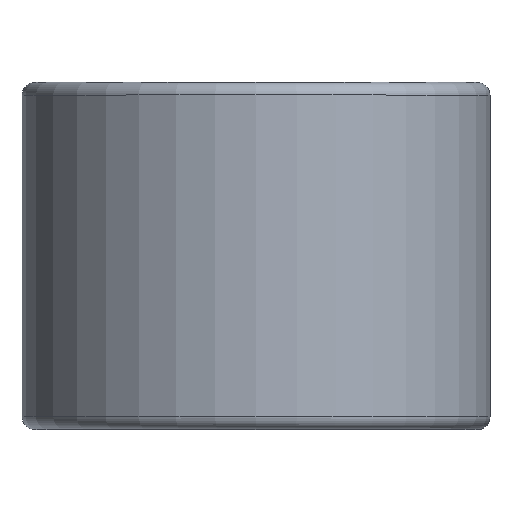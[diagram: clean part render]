
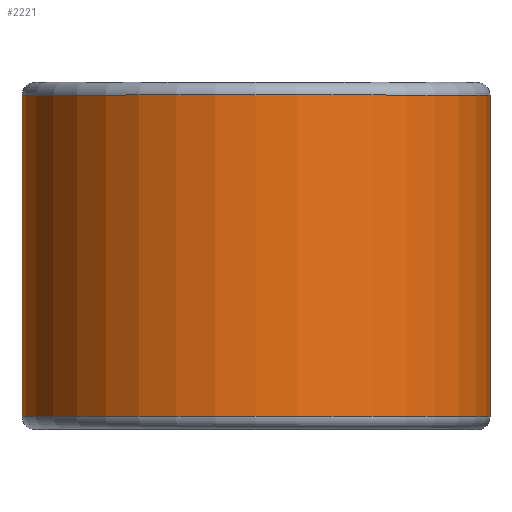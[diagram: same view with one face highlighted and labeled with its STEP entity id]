
A CAD part, top view. The second image highlights one B-rep face of the part: STEP entity #2221.
In plain terms, the highlighted cylindrical face has radius 13.919 mm (diameter 27.838 mm), a partial arc.
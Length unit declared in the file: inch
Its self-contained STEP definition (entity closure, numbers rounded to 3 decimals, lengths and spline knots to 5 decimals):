
#81 = DIRECTION ( 'NONE',  ( 0., 0., -1. ) ) ;
#346 = DIRECTION ( 'NONE',  ( 0., 1., 0. ) ) ;
#417 = VERTEX_POINT ( 'NONE', #628 ) ;
#460 = AXIS2_PLACEMENT_3D ( 'NONE', #491, #1778, #679 ) ;
#491 = CARTESIAN_POINT ( 'NONE',  ( 0., -0.37625, 0. ) ) ;
#628 = CARTESIAN_POINT ( 'NONE',  ( 0.548, -0.37625, 0. ) ) ;
#672 = CARTESIAN_POINT ( 'NONE',  ( 0., 0.37625, -0.548 ) ) ;
#679 = DIRECTION ( 'NONE',  ( 0., 0., -1. ) ) ;
#712 = VECTOR ( 'NONE', #1461, 39.37008 ) ;
#713 = LINE ( 'NONE', #1966, #712 ) ;
#728 = CARTESIAN_POINT ( 'NONE',  ( 0., -0.37625, -0.548 ) ) ;
#816 = CIRCLE ( 'NONE', #460, 0.548 ) ;
#1088 = CARTESIAN_POINT ( 'NONE',  ( 0.548, 0.37625, 0. ) ) ;
#1157 = CYLINDRICAL_SURFACE ( 'NONE', #1296, 0.548 ) ;
#1163 = CIRCLE ( 'NONE', #2196, 0.548 ) ;
#1275 = ORIENTED_EDGE ( 'NONE', *, *, #2402, .T. ) ;
#1296 = AXIS2_PLACEMENT_3D ( 'NONE', #2058, #2236, #2463 ) ;
#1297 = DIRECTION ( 'NONE',  ( 0., -1., 0. ) ) ;
#1348 = LINE ( 'NONE', #1668, #2249 ) ;
#1461 = DIRECTION ( 'NONE',  ( 0., 1., 0. ) ) ;
#1565 = VERTEX_POINT ( 'NONE', #672 ) ;
#1668 = CARTESIAN_POINT ( 'NONE',  ( 0., 0.37625, -0.548 ) ) ;
#1672 = ORIENTED_EDGE ( 'NONE', *, *, #2094, .F. ) ;
#1778 = DIRECTION ( 'NONE',  ( 0., -1., 0. ) ) ;
#1814 = VERTEX_POINT ( 'NONE', #728 ) ;
#1966 = CARTESIAN_POINT ( 'NONE',  ( 0.548, 0.37625, 0. ) ) ;
#2043 = EDGE_LOOP ( 'NONE', ( #1275, #2176, #1672, #2472 ) ) ;
#2058 = CARTESIAN_POINT ( 'NONE',  ( 0., 0.375, 0. ) ) ;
#2094 = EDGE_CURVE ( 'NONE', #1814, #1565, #1348, .T. ) ;
#2176 = ORIENTED_EDGE ( 'NONE', *, *, #2426, .T. ) ;
#2196 = AXIS2_PLACEMENT_3D ( 'NONE', #2354, #1297, #81 ) ;
#2221 = ADVANCED_FACE ( 'NONE', ( #2226 ), #1157, .T. ) ;
#2226 = FACE_OUTER_BOUND ( 'NONE', #2043, .T. ) ;
#2236 = DIRECTION ( 'NONE',  ( 0., -1., 0. ) ) ;
#2249 = VECTOR ( 'NONE', #346, 39.37008 ) ;
#2354 = CARTESIAN_POINT ( 'NONE',  ( 0., 0.37625, 0. ) ) ;
#2377 = EDGE_CURVE ( 'NONE', #417, #1814, #816, .T. ) ;
#2402 = EDGE_CURVE ( 'NONE', #417, #2436, #713, .T. ) ;
#2426 = EDGE_CURVE ( 'NONE', #2436, #1565, #1163, .T. ) ;
#2436 = VERTEX_POINT ( 'NONE', #1088 ) ;
#2463 = DIRECTION ( 'NONE',  ( 0., 0., -1. ) ) ;
#2472 = ORIENTED_EDGE ( 'NONE', *, *, #2377, .F. ) ;
